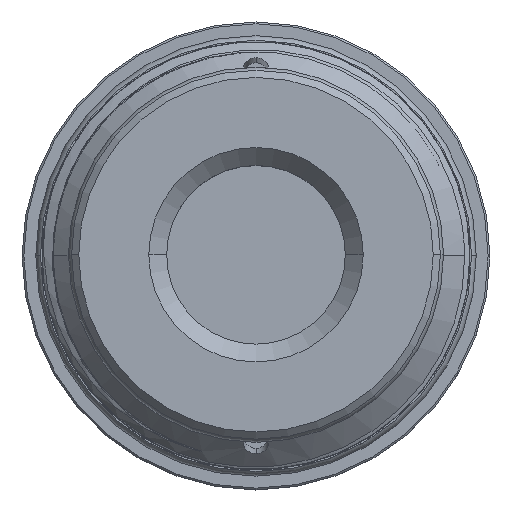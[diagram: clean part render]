
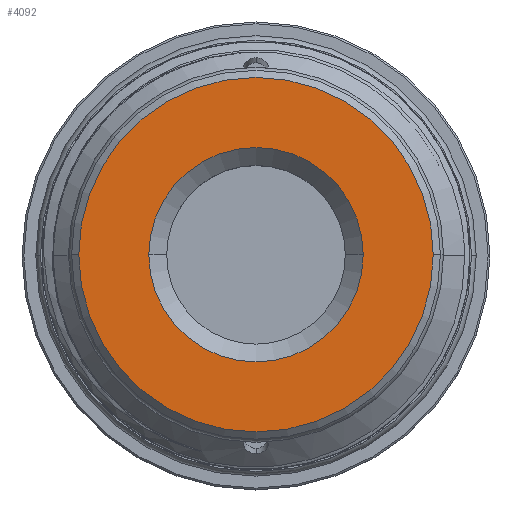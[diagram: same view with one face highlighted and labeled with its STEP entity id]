
A CAD part, top view. The second image highlights one B-rep face of the part: STEP entity #4092.
In plain terms, the highlighted planar face has unit normal (0, 0, 1).
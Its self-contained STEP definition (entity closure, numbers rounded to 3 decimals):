
#377 = CARTESIAN_POINT ( 'NONE',  ( 0., 0., 85.95 ) ) ;
#834 = DIRECTION ( 'NONE',  ( 0., 0., 1. ) ) ;
#1476 = CARTESIAN_POINT ( 'NONE',  ( 19.84, 0., 85.95 ) ) ;
#1547 = DIRECTION ( 'NONE',  ( 1., 0., 0. ) ) ;
#2047 = CARTESIAN_POINT ( 'NONE',  ( 12., 0., 85.95 ) ) ;
#2428 = VERTEX_POINT ( 'NONE', #2047 ) ;
#3596 = FACE_BOUND ( 'NONE', #8108, .T. ) ;
#3703 = AXIS2_PLACEMENT_3D ( 'NONE', #10071, #4235, #12393 ) ;
#4086 = CIRCLE ( 'NONE', #7210, 19.84 ) ;
#4092 = ADVANCED_FACE ( 'NONE', ( #3596, #14921 ), #6853, .T. ) ;
#4235 = DIRECTION ( 'NONE',  ( 0., 0., -1. ) ) ;
#4668 = ORIENTED_EDGE ( 'NONE', *, *, #6425, .T. ) ;
#5461 = CARTESIAN_POINT ( 'NONE',  ( -19.84, 0., 85.95 ) ) ;
#6425 = EDGE_CURVE ( 'NONE', #13195, #14711, #4086, .T. ) ;
#6468 = EDGE_CURVE ( 'NONE', #10391, #2428, #9772, .T. ) ;
#6853 = PLANE ( 'NONE',  #12928 ) ;
#7007 = AXIS2_PLACEMENT_3D ( 'NONE', #9538, #7137, #7235 ) ;
#7137 = DIRECTION ( 'NONE',  ( 0., 0., -1. ) ) ;
#7141 = DIRECTION ( 'NONE',  ( 1., 0., 0. ) ) ;
#7210 = AXIS2_PLACEMENT_3D ( 'NONE', #9040, #834, #10123 ) ;
#7235 = DIRECTION ( 'NONE',  ( 1., 0., 0. ) ) ;
#7271 = ORIENTED_EDGE ( 'NONE', *, *, #13675, .T. ) ;
#8028 = CARTESIAN_POINT ( 'NONE',  ( 20.64, 0., 85.95 ) ) ;
#8035 = EDGE_LOOP ( 'NONE', ( #7271, #4668 ) ) ;
#8108 = EDGE_LOOP ( 'NONE', ( #14821, #12672 ) ) ;
#9040 = CARTESIAN_POINT ( 'NONE',  ( 0., 0., 85.95 ) ) ;
#9538 = CARTESIAN_POINT ( 'NONE',  ( 0., 0., 85.95 ) ) ;
#9772 = CIRCLE ( 'NONE', #7007, 12. ) ;
#10071 = CARTESIAN_POINT ( 'NONE',  ( 0., 0., 85.95 ) ) ;
#10123 = DIRECTION ( 'NONE',  ( 1., 0., 0. ) ) ;
#10257 = CIRCLE ( 'NONE', #3703, 12. ) ;
#10391 = VERTEX_POINT ( 'NONE', #13445 ) ;
#10740 = DIRECTION ( 'NONE',  ( 0., 0., 1. ) ) ;
#10773 = DIRECTION ( 'NONE',  ( 0., 0., 1. ) ) ;
#11074 = AXIS2_PLACEMENT_3D ( 'NONE', #377, #10740, #1547 ) ;
#12376 = EDGE_CURVE ( 'NONE', #2428, #10391, #10257, .T. ) ;
#12393 = DIRECTION ( 'NONE',  ( 1., 0., 0. ) ) ;
#12672 = ORIENTED_EDGE ( 'NONE', *, *, #6468, .T. ) ;
#12928 = AXIS2_PLACEMENT_3D ( 'NONE', #8028, #10773, #7141 ) ;
#13195 = VERTEX_POINT ( 'NONE', #1476 ) ;
#13445 = CARTESIAN_POINT ( 'NONE',  ( -12., 0., 85.95 ) ) ;
#13501 = CIRCLE ( 'NONE', #11074, 19.84 ) ;
#13675 = EDGE_CURVE ( 'NONE', #14711, #13195, #13501, .T. ) ;
#14711 = VERTEX_POINT ( 'NONE', #5461 ) ;
#14821 = ORIENTED_EDGE ( 'NONE', *, *, #12376, .T. ) ;
#14921 = FACE_OUTER_BOUND ( 'NONE', #8035, .T. ) ;
